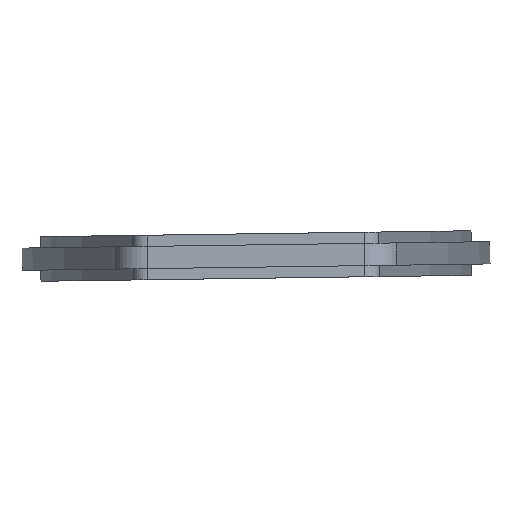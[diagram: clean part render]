
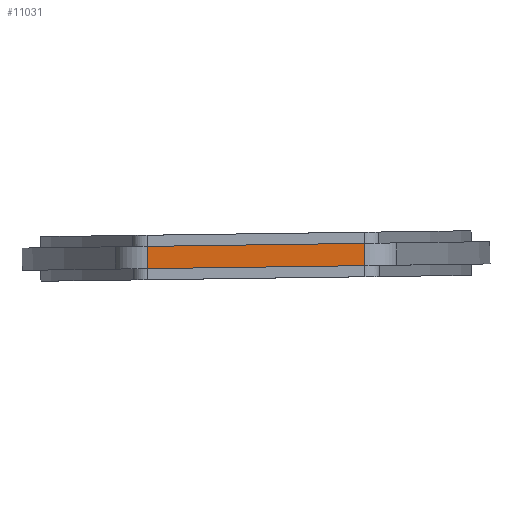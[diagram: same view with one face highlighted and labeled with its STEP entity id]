
A CAD part, left-side view. The second image highlights one B-rep face of the part: STEP entity #11031.
In plain terms, the highlighted planar face has unit normal (-1, 0, 0).
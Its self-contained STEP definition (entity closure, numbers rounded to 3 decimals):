
#139 = PLANE('',#140);
#140 = AXIS2_PLACEMENT_3D('',#141,#142,#143);
#141 = CARTESIAN_POINT('',(17.,2.853,0.261
    ));
#142 = DIRECTION('',(0.,0.014,
    1.));
#143 = DIRECTION('',(0.,1.,
    -0.014));
#1324 = VERTEX_POINT('',#1325);
#1325 = CARTESIAN_POINT('',(-17.9,-3.,
    0.342));
#1340 = CYLINDRICAL_SURFACE('',#1341,0.9);
#1341 = AXIS2_PLACEMENT_3D('',#1342,#1343,#1344);
#1342 = CARTESIAN_POINT('',(-17.,-3.,
    0.342));
#1343 = DIRECTION('',(0.,-0.014,
    -1.));
#1344 = DIRECTION('',(0.,-1.,
    0.014));
#1374 = EDGE_CURVE('',#1375,#1324,#1377,.T.);
#1375 = VERTEX_POINT('',#1376);
#1376 = CARTESIAN_POINT('',(-17.9,2.853,0.261
    ));
#1377 = SURFACE_CURVE('',#1378,(#1382,#1389),.PCURVE_S1.);
#1378 = LINE('',#1379,#1380);
#1379 = CARTESIAN_POINT('',(-17.9,2.853,
    0.261));
#1380 = VECTOR('',#1381,1.);
#1381 = DIRECTION('',(0.,-1.,
    0.014));
#1382 = PCURVE('',#139,#1383);
#1383 = DEFINITIONAL_REPRESENTATION('',(#1384),#1388);
#1384 = LINE('',#1385,#1386);
#1385 = CARTESIAN_POINT('',(0.,34.9));
#1386 = VECTOR('',#1387,1.);
#1387 = DIRECTION('',(-1.,0.));
#1388 = ( GEOMETRIC_REPRESENTATION_CONTEXT(2) 
PARAMETRIC_REPRESENTATION_CONTEXT() REPRESENTATION_CONTEXT('2D SPACE',''
  ) );
#1389 = PCURVE('',#1390,#1395);
#1390 = PLANE('',#1391);
#1391 = AXIS2_PLACEMENT_3D('',#1392,#1393,#1394);
#1392 = CARTESIAN_POINT('',(-17.9,-3.,
    0.342));
#1393 = DIRECTION('',(-1.,0.,
    0.));
#1394 = DIRECTION('',(0.,-1.,
    0.014));
#1395 = DEFINITIONAL_REPRESENTATION('',(#1396),#1400);
#1396 = LINE('',#1397,#1398);
#1397 = CARTESIAN_POINT('',(-5.854,0.));
#1398 = VECTOR('',#1399,1.);
#1399 = DIRECTION('',(1.,0.));
#1400 = ( GEOMETRIC_REPRESENTATION_CONTEXT(2) 
PARAMETRIC_REPRESENTATION_CONTEXT() REPRESENTATION_CONTEXT('2D SPACE',''
  ) );
#1419 = CYLINDRICAL_SURFACE('',#1420,0.9);
#1420 = AXIS2_PLACEMENT_3D('',#1421,#1422,#1423);
#1421 = CARTESIAN_POINT('',(-17.,2.853,
    0.261));
#1422 = DIRECTION('',(0.,-0.014,
    -1.));
#1423 = DIRECTION('',(0.,-1.,
    0.014));
#2273 = PLANE('',#2274);
#2274 = AXIS2_PLACEMENT_3D('',#2275,#2276,#2277);
#2275 = CARTESIAN_POINT('',(17.,2.845,
    -0.339));
#2276 = DIRECTION('',(0.,0.014,
    1.));
#2277 = DIRECTION('',(0.,1.,
    -0.014));
#2526 = VERTEX_POINT('',#2527);
#2527 = CARTESIAN_POINT('',(-17.9,2.845,
    -0.339));
#2575 = EDGE_CURVE('',#2526,#2576,#2578,.T.);
#2576 = VERTEX_POINT('',#2577);
#2577 = CARTESIAN_POINT('',(-17.9,-3.008,
    -0.258));
#2578 = SURFACE_CURVE('',#2579,(#2583,#2590),.PCURVE_S1.);
#2579 = LINE('',#2580,#2581);
#2580 = CARTESIAN_POINT('',(-17.9,2.845,
    -0.339));
#2581 = VECTOR('',#2582,1.);
#2582 = DIRECTION('',(0.,-1.,
    0.014));
#2583 = PCURVE('',#2273,#2584);
#2584 = DEFINITIONAL_REPRESENTATION('',(#2585),#2589);
#2585 = LINE('',#2586,#2587);
#2586 = CARTESIAN_POINT('',(0.,34.9));
#2587 = VECTOR('',#2588,1.);
#2588 = DIRECTION('',(-1.,0.));
#2589 = ( GEOMETRIC_REPRESENTATION_CONTEXT(2) 
PARAMETRIC_REPRESENTATION_CONTEXT() REPRESENTATION_CONTEXT('2D SPACE',''
  ) );
#2590 = PCURVE('',#1390,#2591);
#2591 = DEFINITIONAL_REPRESENTATION('',(#2592),#2596);
#2592 = LINE('',#2593,#2594);
#2593 = CARTESIAN_POINT('',(-5.854,-0.6));
#2594 = VECTOR('',#2595,1.);
#2595 = DIRECTION('',(1.,0.));
#2596 = ( GEOMETRIC_REPRESENTATION_CONTEXT(2) 
PARAMETRIC_REPRESENTATION_CONTEXT() REPRESENTATION_CONTEXT('2D SPACE',''
  ) );
#10986 = EDGE_CURVE('',#2526,#1375,#10987,.T.);
#10987 = SURFACE_CURVE('',#10988,(#10992,#11021),.PCURVE_S1.);
#10988 = LINE('',#10989,#10990);
#10989 = CARTESIAN_POINT('',(-17.9,2.845,
    -0.339));
#10990 = VECTOR('',#10991,1.);
#10991 = DIRECTION('',(0.,0.014,
    1.));
#10992 = PCURVE('',#1419,#10993);
#10993 = DEFINITIONAL_REPRESENTATION('',(#10994),#11020);
#10994 = B_SPLINE_CURVE_WITH_KNOTS('',3,(#10995,#10996,#10997,#10998,
    #10999,#11000,#11001,#11002,#11003,#11004,#11005,#11006,#11007,
    #11008,#11009,#11010,#11011,#11012,#11013,#11014,#11015,#11016,
    #11017,#11018,#11019),.UNSPECIFIED.,.F.,.F.,(4,1,1,1,1,1,1,1,1,1,1,1
    ,1,1,1,1,1,1,1,1,1,1,4),(0.,0.027,0.055,
    0.082,0.109,0.136,0.164,
    0.191,0.218,0.245,0.273,
    0.3,0.327,0.355,0.382,
    0.409,0.436,0.464,0.491,
    0.518,0.545,0.573,0.6),
  .QUASI_UNIFORM_KNOTS.);
#10995 = CARTESIAN_POINT('',(1.571,0.6));
#10996 = CARTESIAN_POINT('',(1.571,0.591));
#10997 = CARTESIAN_POINT('',(1.571,0.573));
#10998 = CARTESIAN_POINT('',(1.571,0.545));
#10999 = CARTESIAN_POINT('',(1.571,0.518));
#11000 = CARTESIAN_POINT('',(1.571,0.491));
#11001 = CARTESIAN_POINT('',(1.571,0.464));
#11002 = CARTESIAN_POINT('',(1.571,0.436));
#11003 = CARTESIAN_POINT('',(1.571,0.409));
#11004 = CARTESIAN_POINT('',(1.571,0.382));
#11005 = CARTESIAN_POINT('',(1.571,0.355));
#11006 = CARTESIAN_POINT('',(1.571,0.327));
#11007 = CARTESIAN_POINT('',(1.571,0.3));
#11008 = CARTESIAN_POINT('',(1.571,0.273));
#11009 = CARTESIAN_POINT('',(1.571,0.245));
#11010 = CARTESIAN_POINT('',(1.571,0.218));
#11011 = CARTESIAN_POINT('',(1.571,0.191));
#11012 = CARTESIAN_POINT('',(1.571,0.164));
#11013 = CARTESIAN_POINT('',(1.571,0.136));
#11014 = CARTESIAN_POINT('',(1.571,0.109));
#11015 = CARTESIAN_POINT('',(1.571,0.082));
#11016 = CARTESIAN_POINT('',(1.571,0.055));
#11017 = CARTESIAN_POINT('',(1.571,0.027));
#11018 = CARTESIAN_POINT('',(1.571,0.009));
#11019 = CARTESIAN_POINT('',(1.571,0.));
#11020 = ( GEOMETRIC_REPRESENTATION_CONTEXT(2) 
PARAMETRIC_REPRESENTATION_CONTEXT() REPRESENTATION_CONTEXT('2D SPACE',''
  ) );
#11021 = PCURVE('',#1390,#11022);
#11022 = DEFINITIONAL_REPRESENTATION('',(#11023),#11027);
#11023 = LINE('',#11024,#11025);
#11024 = CARTESIAN_POINT('',(-5.854,-0.6));
#11025 = VECTOR('',#11026,1.);
#11026 = DIRECTION('',(0.,1.));
#11027 = ( GEOMETRIC_REPRESENTATION_CONTEXT(2) 
PARAMETRIC_REPRESENTATION_CONTEXT() REPRESENTATION_CONTEXT('2D SPACE',''
  ) );
#11031 = ADVANCED_FACE('',(#11032),#1390,.T.);
#11032 = FACE_BOUND('',#11033,.F.);
#11033 = EDGE_LOOP('',(#11034,#11035,#11036,#11037));
#11034 = ORIENTED_EDGE('',*,*,#2575,.F.);
#11035 = ORIENTED_EDGE('',*,*,#10986,.T.);
#11036 = ORIENTED_EDGE('',*,*,#1374,.T.);
#11037 = ORIENTED_EDGE('',*,*,#11038,.T.);
#11038 = EDGE_CURVE('',#1324,#2576,#11039,.T.);
#11039 = SURFACE_CURVE('',#11040,(#11044,#11051),.PCURVE_S1.);
#11040 = LINE('',#11041,#11042);
#11041 = CARTESIAN_POINT('',(-17.9,-3.,
    0.342));
#11042 = VECTOR('',#11043,1.);
#11043 = DIRECTION('',(0.,-0.014,
    -1.));
#11044 = PCURVE('',#1390,#11045);
#11045 = DEFINITIONAL_REPRESENTATION('',(#11046),#11050);
#11046 = LINE('',#11047,#11048);
#11047 = CARTESIAN_POINT('',(0.,0.));
#11048 = VECTOR('',#11049,1.);
#11049 = DIRECTION('',(0.,-1.));
#11050 = ( GEOMETRIC_REPRESENTATION_CONTEXT(2) 
PARAMETRIC_REPRESENTATION_CONTEXT() REPRESENTATION_CONTEXT('2D SPACE',''
  ) );
#11051 = PCURVE('',#1340,#11052);
#11052 = DEFINITIONAL_REPRESENTATION('',(#11053),#11079);
#11053 = B_SPLINE_CURVE_WITH_KNOTS('',3,(#11054,#11055,#11056,#11057,
    #11058,#11059,#11060,#11061,#11062,#11063,#11064,#11065,#11066,
    #11067,#11068,#11069,#11070,#11071,#11072,#11073,#11074,#11075,
    #11076,#11077,#11078),.UNSPECIFIED.,.F.,.F.,(4,1,1,1,1,1,1,1,1,1,1,1
    ,1,1,1,1,1,1,1,1,1,1,4),(0.,0.027,0.055,
    0.082,0.109,0.136,0.164,
    0.191,0.218,0.245,0.273,
    0.3,0.327,0.355,0.382,
    0.409,0.436,0.464,0.491,
    0.518,0.545,0.573,0.6),
  .QUASI_UNIFORM_KNOTS.);
#11054 = CARTESIAN_POINT('',(1.571,0.));
#11055 = CARTESIAN_POINT('',(1.571,0.009));
#11056 = CARTESIAN_POINT('',(1.571,0.027));
#11057 = CARTESIAN_POINT('',(1.571,0.055));
#11058 = CARTESIAN_POINT('',(1.571,0.082));
#11059 = CARTESIAN_POINT('',(1.571,0.109));
#11060 = CARTESIAN_POINT('',(1.571,0.136));
#11061 = CARTESIAN_POINT('',(1.571,0.164));
#11062 = CARTESIAN_POINT('',(1.571,0.191));
#11063 = CARTESIAN_POINT('',(1.571,0.218));
#11064 = CARTESIAN_POINT('',(1.571,0.245));
#11065 = CARTESIAN_POINT('',(1.571,0.273));
#11066 = CARTESIAN_POINT('',(1.571,0.3));
#11067 = CARTESIAN_POINT('',(1.571,0.327));
#11068 = CARTESIAN_POINT('',(1.571,0.355));
#11069 = CARTESIAN_POINT('',(1.571,0.382));
#11070 = CARTESIAN_POINT('',(1.571,0.409));
#11071 = CARTESIAN_POINT('',(1.571,0.436));
#11072 = CARTESIAN_POINT('',(1.571,0.464));
#11073 = CARTESIAN_POINT('',(1.571,0.491));
#11074 = CARTESIAN_POINT('',(1.571,0.518));
#11075 = CARTESIAN_POINT('',(1.571,0.545));
#11076 = CARTESIAN_POINT('',(1.571,0.573));
#11077 = CARTESIAN_POINT('',(1.571,0.591));
#11078 = CARTESIAN_POINT('',(1.571,0.6));
#11079 = ( GEOMETRIC_REPRESENTATION_CONTEXT(2) 
PARAMETRIC_REPRESENTATION_CONTEXT() REPRESENTATION_CONTEXT('2D SPACE',''
  ) );
